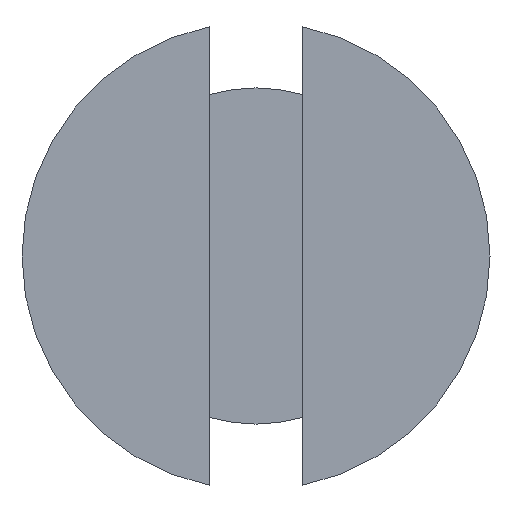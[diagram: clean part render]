
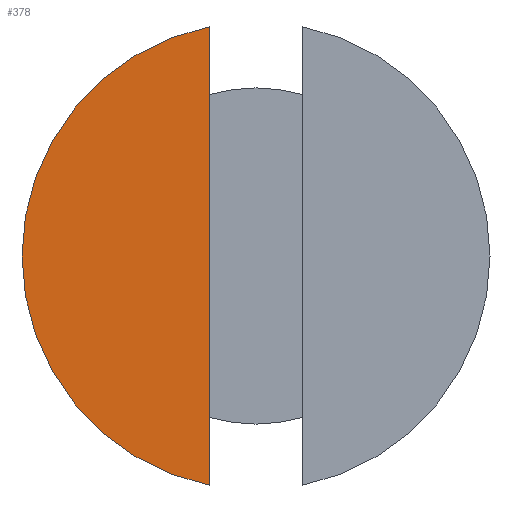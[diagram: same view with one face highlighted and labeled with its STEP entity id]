
A CAD part, left-side view. The second image highlights one B-rep face of the part: STEP entity #378.
In plain terms, the highlighted planar face has unit normal (-1, 0, 0).
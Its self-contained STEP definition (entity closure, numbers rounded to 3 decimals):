
#19=PLANE('',#436);
#48=FACE_OUTER_BOUND('',#70,.T.);
#70=EDGE_LOOP('',(#307,#308));
#94=CIRCLE('',#437,1.15);
#126=LINE('',#1109,#142);
#142=VECTOR('',#508,1000.);
#184=VERTEX_POINT('',#1106);
#185=VERTEX_POINT('',#1107);
#234=EDGE_CURVE('',#184,#185,#94,.T.);
#235=EDGE_CURVE('',#185,#184,#126,.T.);
#307=ORIENTED_EDGE('',*,*,#234,.T.);
#308=ORIENTED_EDGE('',*,*,#235,.T.);
#378=ADVANCED_FACE('',(#48),#19,.F.);
#436=AXIS2_PLACEMENT_3D('',#1105,#504,#505);
#437=AXIS2_PLACEMENT_3D('',#1108,#506,#507);
#504=DIRECTION('center_axis',(1.,0.,0.));
#505=DIRECTION('ref_axis',(0.,1.,0.));
#506=DIRECTION('center_axis',(-1.,0.,0.));
#507=DIRECTION('ref_axis',(0.,-1.,0.));
#508=DIRECTION('',(0.,0.,1.));
#1105=CARTESIAN_POINT('Origin',(-1.,0.,0.));
#1106=CARTESIAN_POINT('',(-1.,0.23,1.127));
#1107=CARTESIAN_POINT('',(-1.,0.23,-1.127));
#1108=CARTESIAN_POINT('Origin',(-1.,0.,0.));
#1109=CARTESIAN_POINT('',(-1.,0.23,-1.15));
